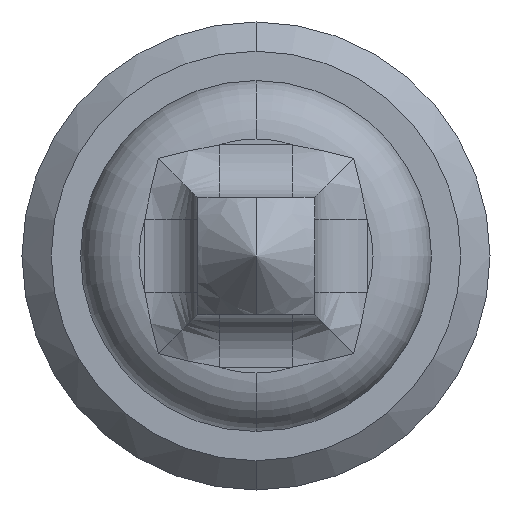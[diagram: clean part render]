
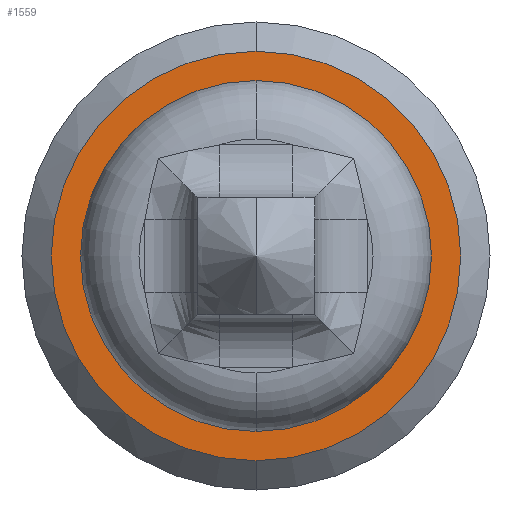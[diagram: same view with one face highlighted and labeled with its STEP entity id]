
A CAD part, front view. The second image highlights one B-rep face of the part: STEP entity #1559.
In plain terms, the highlighted planar face has unit normal (0, -1, 0).
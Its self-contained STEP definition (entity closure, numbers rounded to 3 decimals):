
#77 = AXIS2_PLACEMENT_3D ( 'NONE', #489, #3732, #1310 ) ;
#106 = CARTESIAN_POINT ( 'NONE',  ( 1.75, -2., 0. ) ) ;
#190 = AXIS2_PLACEMENT_3D ( 'NONE', #712, #2783, #4024 ) ;
#446 = VERTEX_POINT ( 'NONE', #3571 ) ;
#484 = PLANE ( 'NONE',  #2124 ) ;
#489 = CARTESIAN_POINT ( 'NONE',  ( 0., -2., 0. ) ) ;
#633 = CARTESIAN_POINT ( 'NONE',  ( 0., -2., 0. ) ) ;
#661 = EDGE_CURVE ( 'Defeature ausgef�hrt1_11+Defeature ausgef�hrt1_10+Defeature ausgef�hrt1_10+Defeature ausgef�hrt1_10', #446, #5287, #5069, .T. ) ;
#712 = CARTESIAN_POINT ( 'NONE',  ( 0., -2., 0. ) ) ;
#730 = EDGE_CURVE ( 'Defeature ausgef�hrt1_12+Defeature ausgef�hrt1_11+Defeature ausgef�hrt1_11+Defeature ausgef�hrt1_11', #3920, #1998, #5066, .T. ) ;
#835 = ORIENTED_EDGE ( 'NONE', *, *, #730, .F. ) ;
#984 = EDGE_CURVE ( 'Defeature ausgef�hrt1_12+Defeature ausgef�hrt1_11+Defeature ausgef�hrt1_11+Defeature ausgef�hrt1_11', #1998, #3920, #2416, .T. ) ;
#1036 = DIRECTION ( 'NONE',  ( 0., 0., 1. ) ) ;
#1203 = CARTESIAN_POINT ( 'NONE',  ( 0., -2., 1.75 ) ) ;
#1310 = DIRECTION ( 'NONE',  ( 0., 0., 1. ) ) ;
#1559 = ADVANCED_FACE ( 'Defeature ausgef�hrt1_11', ( #3254, #3001 ), #484, .F. ) ;
#1619 = ORIENTED_EDGE ( 'NONE', *, *, #661, .T. ) ;
#1787 = EDGE_LOOP ( 'NONE', ( #2745, #835 ) ) ;
#1998 = VERTEX_POINT ( 'NONE', #1203 ) ;
#2115 = CIRCLE ( 'NONE', #190, 1.5 ) ;
#2124 = AXIS2_PLACEMENT_3D ( 'NONE', #106, #3390, #2142 ) ;
#2142 = DIRECTION ( 'NONE',  ( 0., 0., 1. ) ) ;
#2324 = DIRECTION ( 'NONE',  ( 0., 1., 0. ) ) ;
#2416 = CIRCLE ( 'NONE', #77, 1.75 ) ;
#2457 = ORIENTED_EDGE ( 'NONE', *, *, #5238, .T. ) ;
#2745 = ORIENTED_EDGE ( 'NONE', *, *, #984, .F. ) ;
#2783 = DIRECTION ( 'NONE',  ( 0., 1., 0. ) ) ;
#3001 = FACE_BOUND ( 'NONE', #4961, .T. ) ;
#3254 = FACE_OUTER_BOUND ( 'NONE', #1787, .T. ) ;
#3390 = DIRECTION ( 'NONE',  ( 0., 1., 0. ) ) ;
#3571 = CARTESIAN_POINT ( 'NONE',  ( 0., -2., -1.5 ) ) ;
#3732 = DIRECTION ( 'NONE',  ( 0., 1., 0. ) ) ;
#3891 = CARTESIAN_POINT ( 'NONE',  ( 0., -2., 0. ) ) ;
#3920 = VERTEX_POINT ( 'NONE', #4166 ) ;
#4024 = DIRECTION ( 'NONE',  ( 0., 0., 1. ) ) ;
#4166 = CARTESIAN_POINT ( 'NONE',  ( 0., -2., -1.75 ) ) ;
#4411 = AXIS2_PLACEMENT_3D ( 'NONE', #3891, #4662, #4713 ) ;
#4662 = DIRECTION ( 'NONE',  ( 0., 1., 0. ) ) ;
#4713 = DIRECTION ( 'NONE',  ( 0., 0., 1. ) ) ;
#4787 = AXIS2_PLACEMENT_3D ( 'NONE', #633, #2324, #1036 ) ;
#4961 = EDGE_LOOP ( 'NONE', ( #2457, #1619 ) ) ;
#4988 = CARTESIAN_POINT ( 'NONE',  ( 0., -2., 1.5 ) ) ;
#5066 = CIRCLE ( 'NONE', #4787, 1.75 ) ;
#5069 = CIRCLE ( 'NONE', #4411, 1.5 ) ;
#5238 = EDGE_CURVE ( 'Defeature ausgef�hrt1_11+Defeature ausgef�hrt1_10+Defeature ausgef�hrt1_10+Defeature ausgef�hrt1_10', #5287, #446, #2115, .T. ) ;
#5287 = VERTEX_POINT ( 'NONE', #4988 ) ;
